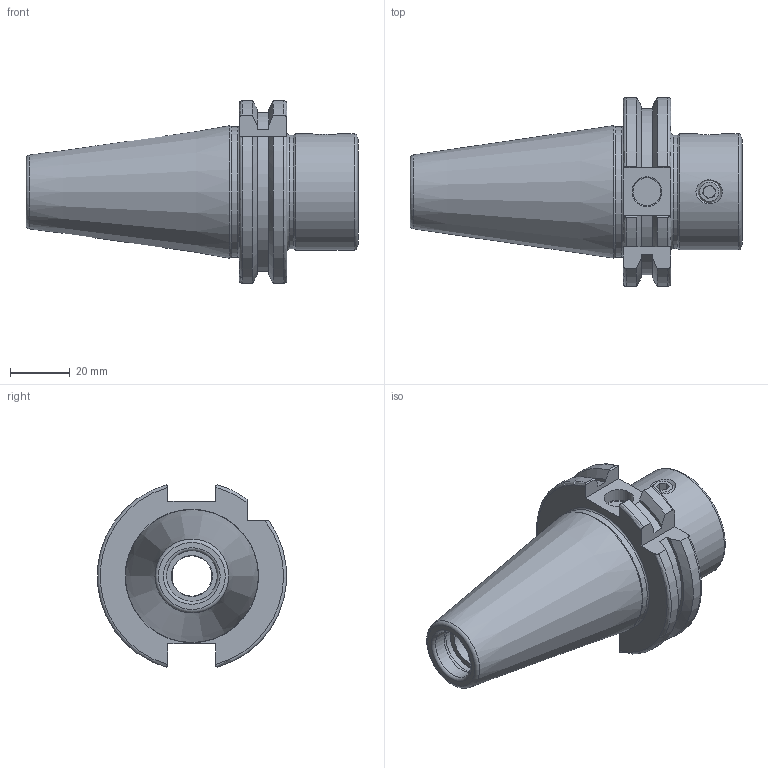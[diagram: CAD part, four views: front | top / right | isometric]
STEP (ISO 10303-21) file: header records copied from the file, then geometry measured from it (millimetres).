
FILE_DESCRIPTION(/* description */ (''),/* implementation_level */ '2;1');
FILE_NAME(/* name */ '01-0705 SK40-S22-43.stp',/* time_stamp */ '2023-02-10T09:50:57+09:00',/* author */ ('YSH'),/* organization */ (''),/* preprocessor_version */ 'ST-DEVELOPER v18.1',/* originating_system */ 'Autodesk Inventor 2022',/* authorisation */ '');
FILE_SCHEMA (('AUTOMOTIVE_DESIGN { 1 0 10303 214 3 1 1 }'));
Length unit declared in the file: millimetre
Products named in the file (3): LO-SK40-S22-43; LO-SK40-S22-43_1; M10x1.0x16.5L
Assembly tree (3 placements, depth 2):
  LO-SK40-S22-43
    LO-SK40-S22-43_1
    M10x1.0x16.5L  x2
Bounding box: 111.4 x 63.39 x 61.22 mm (x, y, z)
Volume: 118537.2 mm3; surface area: 26114 mm2
Topology: 3 solids, 3 shells, 121 faces, 306 edges, 196 vertices
Faces by surface type: plane 58, cylinder 26, cone 22, torus 15
Full cylindrical faces by diameter (mm): 4 x2, 4.5 x1, 6.917 x2, 8 x2, 10 x1, 13.5 x1, 13.835 x1, 17 x1, 17.6 x1, 22 x1, 23.2 x1, 38 x1, 39 x1, 43.8 x1
Entity records: 3419 total; most frequent: CARTESIAN_POINT 852, DIRECTION 523, ORIENTED_EDGE 518, EDGE_CURVE 259, AXIS2_PLACEMENT_3D 206, VERTEX_POINT 169, EDGE_LOOP 114, LINE 111
